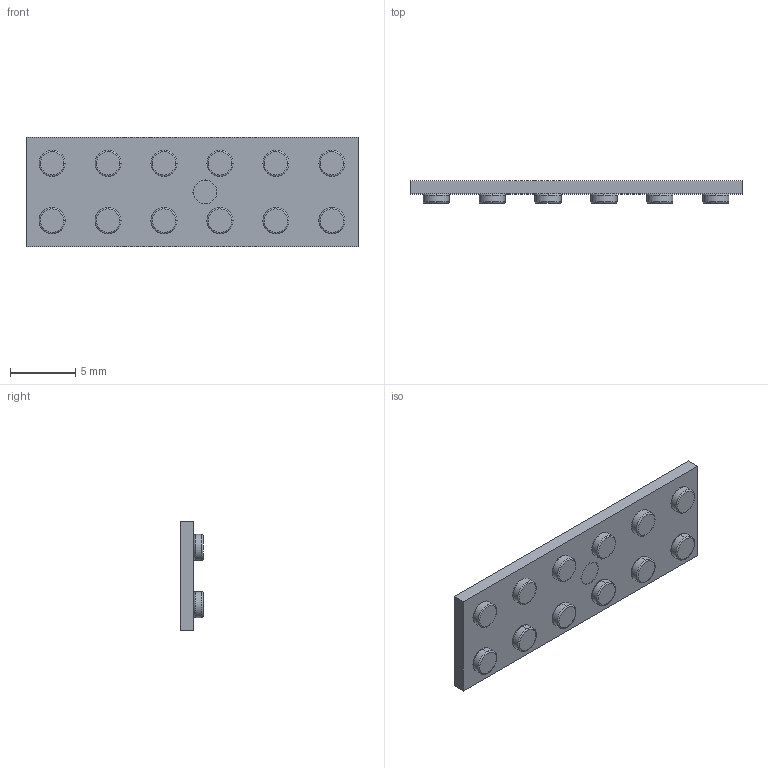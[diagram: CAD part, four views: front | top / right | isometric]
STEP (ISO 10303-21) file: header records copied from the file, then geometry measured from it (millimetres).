
FILE_DESCRIPTION(('TFLEX Exchange Step'),'2;1');
FILE_NAME(' жопка уклон.stp', '2022-03-31T12:13:25+03:00',('ilya'),('Unknown organisation'),'TFLEX Exchange 2022.0','T-FLEX CAD','Unknown authorisation');
FILE_SCHEMA( ('AUTOMOTIVE_DESIGN { 1 0 10303 214 1 1 1 1 }') );
Length unit declared in the file: millimetre
Products named in the file (20): норм заклепка; Декор жопка уклон
Assembly tree (24 placements, depth 3):
  Декор жопка уклон
    норм заклепка
      норм заклепка
    норм заклепка
      норм заклепка
    норм заклепка
      норм заклепка
    норм заклепка
      норм заклепка
    норм заклепка
      норм заклепка
    норм заклепка
      норм заклепка
    норм заклепка
      норм заклепка
    норм заклепка
      норм заклепка
    норм заклепка
      норм заклепка
    норм заклепка
      норм заклепка
    норм заклепка
      норм заклепка
    норм заклепка
      норм заклепка
Bounding box: 25.5 x 1.7 x 8.4 mm (x, y, z)
Volume: 242.4 mm3; surface area: 627.9 mm2
Topology: 14 solids, 14 shells, 110 faces, 220 edges, 138 vertices
Faces by surface type: bspline 48, torus 28, plane 20, cylinder 14
Entity records: 2637 total; most frequent: CARTESIAN_POINT 1345, ORIENTED_EDGE 248, EDGE_CURVE 124, DIRECTION 120, VERTEX_POINT 78, EDGE_LOOP 62, FACE_BOUND 62, ADVANCED_FACE 62
